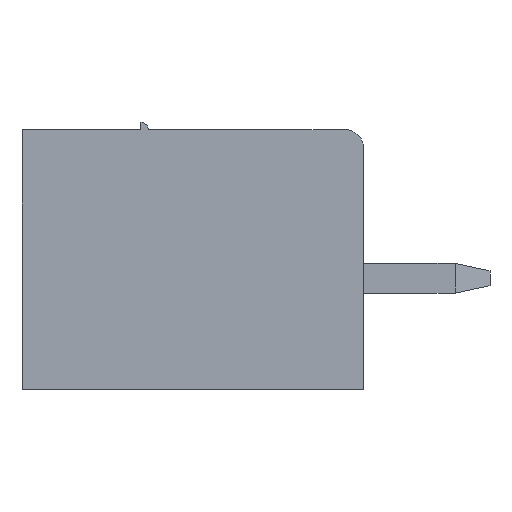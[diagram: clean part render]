
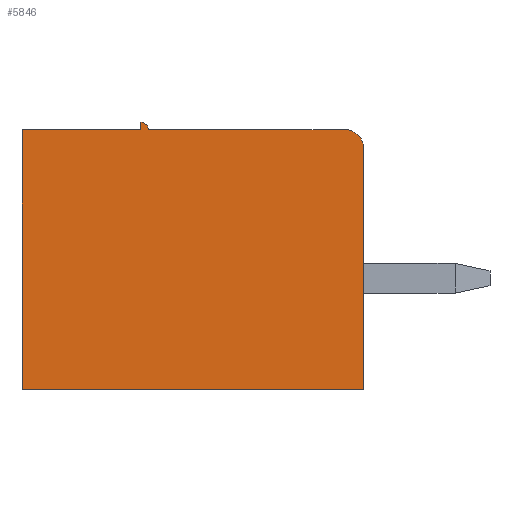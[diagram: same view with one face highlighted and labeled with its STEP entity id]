
A CAD part, left-side view. The second image highlights one B-rep face of the part: STEP entity #5846.
In plain terms, the highlighted planar face has unit normal (-1, 0, 0).
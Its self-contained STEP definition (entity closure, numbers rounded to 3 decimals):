
#378 = PLANE ( 'NONE',  #6138 ) ;
#820 = LINE ( 'NONE', #3653, #5074 ) ;
#938 = EDGE_CURVE ( 'NONE', #1956, #3483, #820, .T. ) ;
#1080 = EDGE_CURVE ( 'NONE', #1822, #3483, #6065, .T. ) ;
#1611 = CARTESIAN_POINT ( 'NONE',  ( 0., 0., 6.5 ) ) ;
#1822 = VERTEX_POINT ( 'NONE', #1611 ) ;
#1956 = VERTEX_POINT ( 'NONE', #5157 ) ;
#2049 = EDGE_CURVE ( 'NONE', #15445, #28447, #19289, .T. ) ;
#2676 = CARTESIAN_POINT ( 'NONE',  ( 0., 9.2, 7. ) ) ;
#3350 = CARTESIAN_POINT ( 'NONE',  ( 0., 9.2, 0. ) ) ;
#3483 = VERTEX_POINT ( 'NONE', #24759 ) ;
#3653 = CARTESIAN_POINT ( 'NONE',  ( 0., 9.2, 7. ) ) ;
#4321 = ORIENTED_EDGE ( 'NONE', *, *, #9032, .F. ) ;
#4605 = AXIS2_PLACEMENT_3D ( 'NONE', #18952, #14124, #18499 ) ;
#4897 = ORIENTED_EDGE ( 'NONE', *, *, #938, .F. ) ;
#5074 = VECTOR ( 'NONE', #24155, 1000. ) ;
#5157 = CARTESIAN_POINT ( 'NONE',  ( 0., 5.8, 7. ) ) ;
#5768 = VECTOR ( 'NONE', #24687, 1000. ) ;
#5846 = ADVANCED_FACE ( 'NONE', ( #9443 ), #378, .F. ) ;
#5980 = ORIENTED_EDGE ( 'NONE', *, *, #2049, .F. ) ;
#6065 = CIRCLE ( 'NONE', #4605, 0.5 ) ;
#6138 = AXIS2_PLACEMENT_3D ( 'NONE', #20715, #23145, #11817 ) ;
#7552 = CARTESIAN_POINT ( 'NONE',  ( 0., 6., 7. ) ) ;
#7877 = DIRECTION ( 'NONE',  ( 0., 0., 1. ) ) ;
#8377 = EDGE_CURVE ( 'NONE', #14458, #1822, #24542, .T. ) ;
#9032 = EDGE_CURVE ( 'NONE', #28447, #26129, #23310, .T. ) ;
#9216 = ORIENTED_EDGE ( 'NONE', *, *, #18941, .T. ) ;
#9443 = FACE_OUTER_BOUND ( 'NONE', #14133, .T. ) ;
#9538 = LINE ( 'NONE', #7552, #25486 ) ;
#10656 = VECTOR ( 'NONE', #10751, 1000. ) ;
#10751 = DIRECTION ( 'NONE',  ( 0., -1., 0. ) ) ;
#11340 = CARTESIAN_POINT ( 'NONE',  ( 0., 9.2, 7. ) ) ;
#11667 = CIRCLE ( 'NONE', #28555, 0.2 ) ;
#11817 = DIRECTION ( 'NONE',  ( 0., 0., -1. ) ) ;
#11837 = DIRECTION ( 'NONE',  ( 0., -1., 0. ) ) ;
#12681 = CARTESIAN_POINT ( 'NONE',  ( 0., 6., 7. ) ) ;
#14124 = DIRECTION ( 'NONE',  ( -1., 0., 0. ) ) ;
#14133 = EDGE_LOOP ( 'NONE', ( #18906, #18981, #4897, #15615, #9216, #4321, #5980, #19858 ) ) ;
#14280 = DIRECTION ( 'NONE',  ( 0., 0., -1. ) ) ;
#14458 = VERTEX_POINT ( 'NONE', #26939 ) ;
#14955 = EDGE_CURVE ( 'NONE', #1956, #22069, #11667, .T. ) ;
#14996 = CARTESIAN_POINT ( 'NONE',  ( 0., 0., 7. ) ) ;
#15445 = VERTEX_POINT ( 'NONE', #3350 ) ;
#15615 = ORIENTED_EDGE ( 'NONE', *, *, #14955, .T. ) ;
#15856 = VECTOR ( 'NONE', #11837, 1000. ) ;
#18499 = DIRECTION ( 'NONE',  ( 0., 0., -1. ) ) ;
#18906 = ORIENTED_EDGE ( 'NONE', *, *, #8377, .T. ) ;
#18941 = EDGE_CURVE ( 'NONE', #22069, #26129, #9538, .T. ) ;
#18952 = CARTESIAN_POINT ( 'NONE',  ( 0., 0.5, 6.5 ) ) ;
#18981 = ORIENTED_EDGE ( 'NONE', *, *, #1080, .T. ) ;
#19289 = LINE ( 'NONE', #28525, #29713 ) ;
#19858 = ORIENTED_EDGE ( 'NONE', *, *, #27100, .T. ) ;
#19944 = DIRECTION ( 'NONE',  ( 0., 0., 1. ) ) ;
#20715 = CARTESIAN_POINT ( 'NONE',  ( 0., 9.2, 7. ) ) ;
#22069 = VERTEX_POINT ( 'NONE', #27465 ) ;
#23145 = DIRECTION ( 'NONE',  ( 1., 0., 0. ) ) ;
#23310 = LINE ( 'NONE', #2676, #15856 ) ;
#24155 = DIRECTION ( 'NONE',  ( 0., -1., 0. ) ) ;
#24463 = DIRECTION ( 'NONE',  ( -1., 0., 0. ) ) ;
#24542 = LINE ( 'NONE', #14996, #5768 ) ;
#24687 = DIRECTION ( 'NONE',  ( 0., 0., 1. ) ) ;
#24759 = CARTESIAN_POINT ( 'NONE',  ( 0., 0.5, 7. ) ) ;
#25486 = VECTOR ( 'NONE', #14280, 1000. ) ;
#26129 = VERTEX_POINT ( 'NONE', #26889 ) ;
#26889 = CARTESIAN_POINT ( 'NONE',  ( 0., 6., 7. ) ) ;
#26939 = CARTESIAN_POINT ( 'NONE',  ( 0., 0., 0. ) ) ;
#27100 = EDGE_CURVE ( 'NONE', #15445, #14458, #29298, .T. ) ;
#27301 = CARTESIAN_POINT ( 'NONE',  ( 0., 9.2, 0. ) ) ;
#27465 = CARTESIAN_POINT ( 'NONE',  ( 0., 6., 7.2 ) ) ;
#28447 = VERTEX_POINT ( 'NONE', #11340 ) ;
#28525 = CARTESIAN_POINT ( 'NONE',  ( 0., 9.2, 7. ) ) ;
#28555 = AXIS2_PLACEMENT_3D ( 'NONE', #12681, #24463, #19944 ) ;
#29298 = LINE ( 'NONE', #27301, #10656 ) ;
#29713 = VECTOR ( 'NONE', #7877, 1000. ) ;
